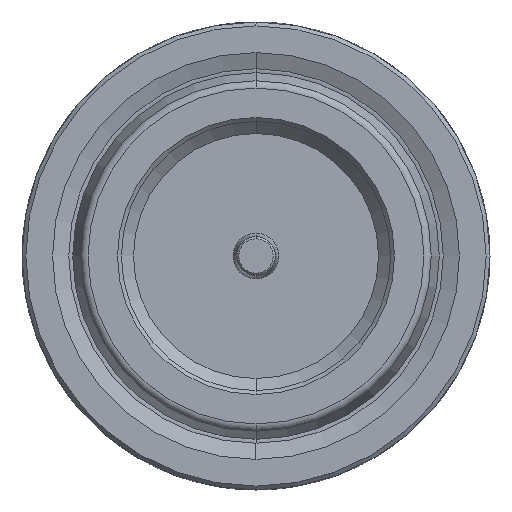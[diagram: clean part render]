
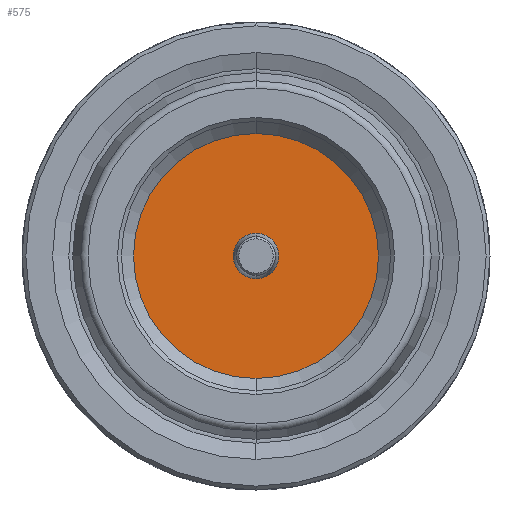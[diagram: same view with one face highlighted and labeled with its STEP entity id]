
A CAD part, left-side view. The second image highlights one B-rep face of the part: STEP entity #575.
In plain terms, the highlighted planar face has unit normal (-1, 0, 0).
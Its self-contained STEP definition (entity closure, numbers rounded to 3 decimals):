
#89 = CIRCLE ( 'NONE', #1881, 15.7 ) ;
#121 = EDGE_LOOP ( 'NONE', ( #593, #1529 ) ) ;
#176 = CARTESIAN_POINT ( 'NONE',  ( 52.94, 0., -15.7 ) ) ;
#179 = ORIENTED_EDGE ( 'NONE', *, *, #2080, .T. ) ;
#208 = CARTESIAN_POINT ( 'NONE',  ( 52.94, 0., 0. ) ) ;
#304 = EDGE_LOOP ( 'NONE', ( #179, #2644 ) ) ;
#413 = CARTESIAN_POINT ( 'NONE',  ( 52.94, 0., 0. ) ) ;
#463 = DIRECTION ( 'NONE',  ( -1., 0., 0. ) ) ;
#575 = ADVANCED_FACE ( 'NONE', ( #1834, #2159 ), #2345, .F. ) ;
#587 = AXIS2_PLACEMENT_3D ( 'NONE', #702, #918, #2432 ) ;
#593 = ORIENTED_EDGE ( 'NONE', *, *, #2043, .F. ) ;
#702 = CARTESIAN_POINT ( 'NONE',  ( 52.94, 0., 0. ) ) ;
#845 = DIRECTION ( 'NONE',  ( 0., 0., 1. ) ) ;
#918 = DIRECTION ( 'NONE',  ( -1., 0., 0. ) ) ;
#964 = DIRECTION ( 'NONE',  ( 0., 0., 1. ) ) ;
#1014 = EDGE_CURVE ( 'NONE', #1111, #1022, #2125, .T. ) ;
#1022 = VERTEX_POINT ( 'NONE', #2359 ) ;
#1040 = VERTEX_POINT ( 'NONE', #176 ) ;
#1111 = VERTEX_POINT ( 'NONE', #2434 ) ;
#1126 = DIRECTION ( 'NONE',  ( -1., 0., 0. ) ) ;
#1154 = AXIS2_PLACEMENT_3D ( 'NONE', #1805, #463, #2232 ) ;
#1439 = CARTESIAN_POINT ( 'NONE',  ( 52.94, 0., 0. ) ) ;
#1529 = ORIENTED_EDGE ( 'NONE', *, *, #1014, .F. ) ;
#1568 = AXIS2_PLACEMENT_3D ( 'NONE', #413, #1964, #1937 ) ;
#1754 = DIRECTION ( 'NONE',  ( -1., 0., 0. ) ) ;
#1791 = CIRCLE ( 'NONE', #587, 15.7 ) ;
#1805 = CARTESIAN_POINT ( 'NONE',  ( 52.94, 0., 0. ) ) ;
#1834 = FACE_BOUND ( 'NONE', #121, .T. ) ;
#1881 = AXIS2_PLACEMENT_3D ( 'NONE', #1439, #1126, #964 ) ;
#1937 = DIRECTION ( 'NONE',  ( 0., 0., -1. ) ) ;
#1946 = AXIS2_PLACEMENT_3D ( 'NONE', #208, #1754, #845 ) ;
#1948 = EDGE_CURVE ( 'NONE', #1040, #2160, #1791, .T. ) ;
#1964 = DIRECTION ( 'NONE',  ( 1., 0., 0. ) ) ;
#2043 = EDGE_CURVE ( 'NONE', #1022, #1111, #2684, .T. ) ;
#2080 = EDGE_CURVE ( 'NONE', #2160, #1040, #89, .T. ) ;
#2125 = CIRCLE ( 'NONE', #1946, 2.917 ) ;
#2150 = CARTESIAN_POINT ( 'NONE',  ( 52.94, 0., 15.7 ) ) ;
#2159 = FACE_OUTER_BOUND ( 'NONE', #304, .T. ) ;
#2160 = VERTEX_POINT ( 'NONE', #2150 ) ;
#2232 = DIRECTION ( 'NONE',  ( 0., 0., 1. ) ) ;
#2345 = PLANE ( 'NONE',  #1568 ) ;
#2359 = CARTESIAN_POINT ( 'NONE',  ( 52.94, 0., 2.917 ) ) ;
#2432 = DIRECTION ( 'NONE',  ( 0., 0., 1. ) ) ;
#2434 = CARTESIAN_POINT ( 'NONE',  ( 52.94, 0., -2.917 ) ) ;
#2644 = ORIENTED_EDGE ( 'NONE', *, *, #1948, .T. ) ;
#2684 = CIRCLE ( 'NONE', #1154, 2.917 ) ;
